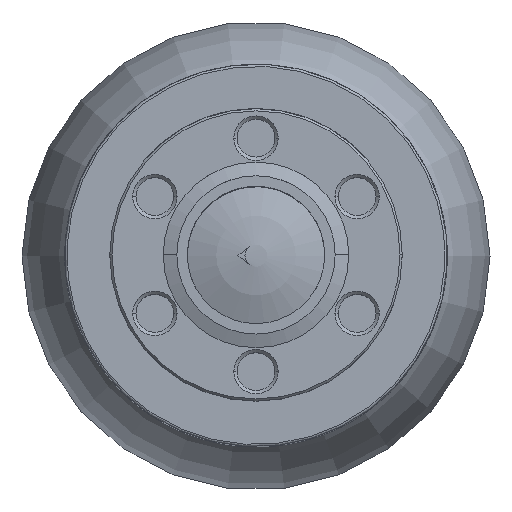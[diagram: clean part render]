
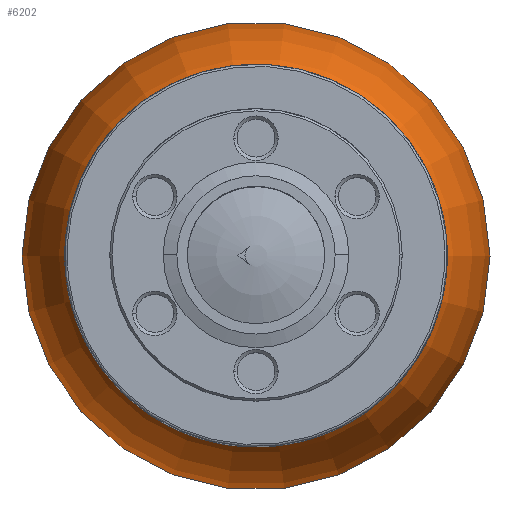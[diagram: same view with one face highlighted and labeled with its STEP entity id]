
A CAD part, top view. The second image highlights one B-rep face of the part: STEP entity #6202.
In plain terms, the highlighted toroidal (fillet/blend) face has major radius 1.545 mm and minor radius 28.596 mm.
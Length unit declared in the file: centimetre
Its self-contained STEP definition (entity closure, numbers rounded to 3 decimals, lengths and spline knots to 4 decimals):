
#1427=VERTEX_LOOP('',#1434);
#1429=DEGENERATE_TOROIDAL_SURFACE('',#6596,0.1545,2.8596,
.F.);
#1430=VERTEX_POINT('',#8178);
#1434=VERTEX_POINT('',#8186);
#2088=CIRCLE('',#6592,1.7305);
#2312=EDGE_CURVE('',#1430,#1430,#2088,.T.);
#3305=ORIENTED_EDGE('',*,*,#2312,.F.);
#5285=EDGE_LOOP('',(#3305));
#5744=FACE_BOUND('',#5285,.T.);
#5745=FACE_BOUND('',#1427,.T.);
#6202=ADVANCED_FACE('',(#5744,#5745),#1429,.T.);
#6592=AXIS2_PLACEMENT_3D('',#8177,#7089,#7090);
#6596=AXIS2_PLACEMENT_3D('',#8185,#7096,$);
#7089=DIRECTION('',(0.,0.,-1.));
#7090=DIRECTION('',(0.,-1.731,0.));
#7096=DIRECTION('',(0.,0.,-1.));
#8177=CARTESIAN_POINT('',(0.,0.,-5.171));
#8178=CARTESIAN_POINT('',(0.,-1.7305,-5.171));
#8185=CARTESIAN_POINT('',(0.,0.,-7.3214));
#8186=CARTESIAN_POINT('',(0.,0.,-4.466));
